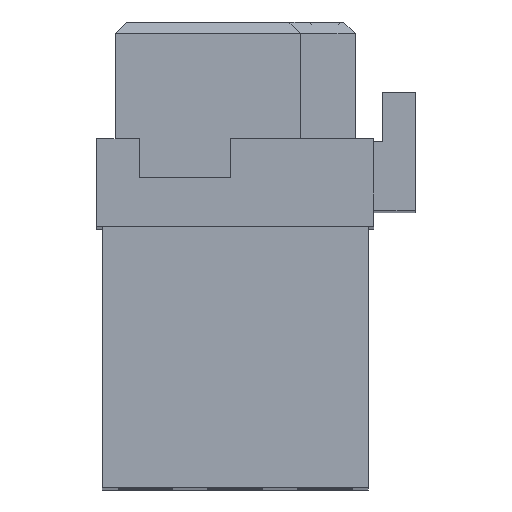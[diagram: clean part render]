
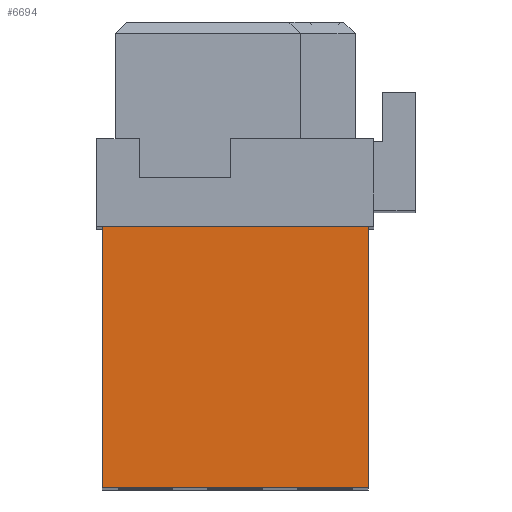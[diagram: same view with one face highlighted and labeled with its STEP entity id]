
A CAD part, top view. The second image highlights one B-rep face of the part: STEP entity #6694.
In plain terms, the highlighted planar face has unit normal (0, 0, 1).
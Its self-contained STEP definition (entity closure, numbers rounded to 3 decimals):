
#6694=ADVANCED_FACE('',(#8841),#7770,.F.);
#7770=PLANE('',#28766);
#8841=FACE_OUTER_BOUND('',#10019,.T.);
#10019=EDGE_LOOP('',(#15658,#15659,#15660,#15661));
#15658=ORIENTED_EDGE('',*,*,#20819,.F.);
#15659=ORIENTED_EDGE('',*,*,#20812,.F.);
#15660=ORIENTED_EDGE('',*,*,#20815,.F.);
#15661=ORIENTED_EDGE('',*,*,#20817,.F.);
#17892=VERTEX_POINT('',#39762);
#17893=VERTEX_POINT('',#39763);
#17894=VERTEX_POINT('',#39768);
#17895=VERTEX_POINT('',#39772);
#20812=EDGE_CURVE('',#17892,#17893,#23766,.T.);
#20815=EDGE_CURVE('',#17894,#17892,#23769,.T.);
#20817=EDGE_CURVE('',#17895,#17894,#23771,.T.);
#20819=EDGE_CURVE('',#17893,#17895,#23773,.T.);
#23766=LINE('',#39761,#26716);
#23769=LINE('',#39767,#26719);
#23771=LINE('',#39771,#26721);
#23773=LINE('',#39775,#26723);
#26716=VECTOR('',#33763,1.);
#26719=VECTOR('',#33768,1.);
#26721=VECTOR('',#33772,1.);
#26723=VECTOR('',#33776,1.);
#28766=AXIS2_PLACEMENT_3D('',#39776,#33777,#33778);
#33763=DIRECTION('',(0.,1.,0.));
#33768=DIRECTION('',(-1.,0.,0.));
#33772=DIRECTION('',(0.,-1.,0.));
#33776=DIRECTION('',(1.,0.,0.));
#33777=DIRECTION('',(0.,0.,-1.));
#33778=DIRECTION('',(0.,-1.,0.));
#39761=CARTESIAN_POINT('',(0.3,-14.75,89.34));
#39762=CARTESIAN_POINT('',(0.3,-14.75,89.34));
#39763=CARTESIAN_POINT('',(0.3,0.,89.34));
#39767=CARTESIAN_POINT('',(15.35,-14.75,89.34));
#39768=CARTESIAN_POINT('',(15.35,-14.75,89.34));
#39771=CARTESIAN_POINT('',(15.35,0.,89.34));
#39772=CARTESIAN_POINT('',(15.35,0.,89.34));
#39775=CARTESIAN_POINT('',(0.3,0.,89.34));
#39776=CARTESIAN_POINT('',(15.65,0.,89.34));
